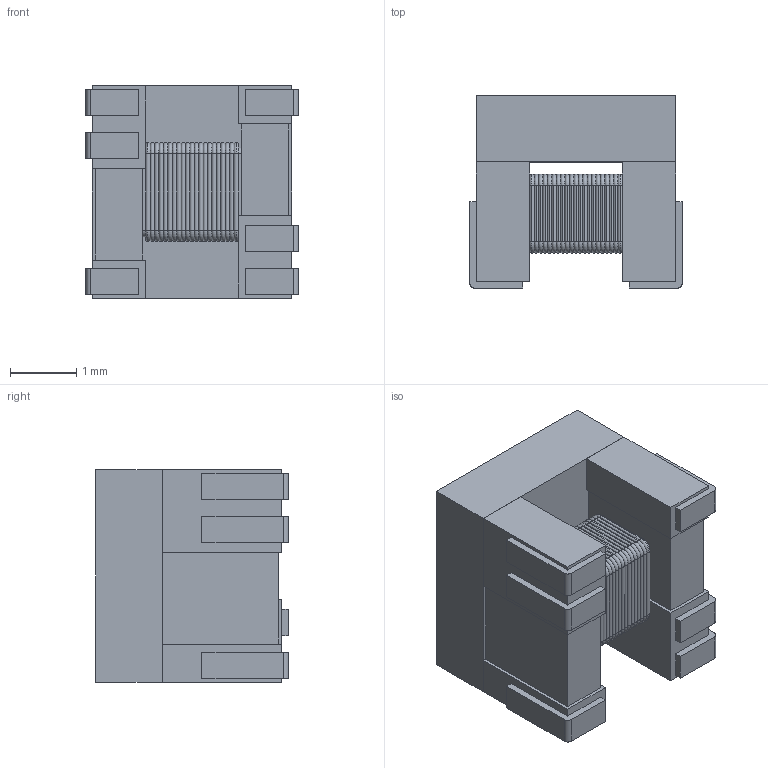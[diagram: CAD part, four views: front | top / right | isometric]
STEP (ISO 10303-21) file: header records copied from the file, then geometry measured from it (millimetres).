
FILE_DESCRIPTION (( 'STEP AP214' ), '1' );
FILE_NAME ('ALT3232M-151-T001.STEP', '2021-07-12T15:00:06', ( '' ), ( '' ), 'SwSTEP 2.0', 'SolidWorks 2017', '' );
FILE_SCHEMA (( 'AUTOMOTIVE_DESIGN' ));
Length unit declared in the file: millimetre
Products named in the file (1): ALT3232M-151-T001
Bounding box: 3.2 x 2.9 x 3.2 mm (x, y, z)
Volume: 21.2 mm3; surface area: 105.1 mm2
Topology: 9 solids, 9 shells, 564 faces, 1264 edges, 718 vertices
Faces by surface type: torus 252, cylinder 222, plane 90
Entity records: 15772 total; most frequent: DIRECTION 3220, CARTESIAN_POINT 2547, ORIENTED_EDGE 2528, AXIS2_PLACEMENT_3D 1391, EDGE_CURVE 1264, CIRCLE 826, VERTEX_POINT 718, EDGE_LOOP 566
